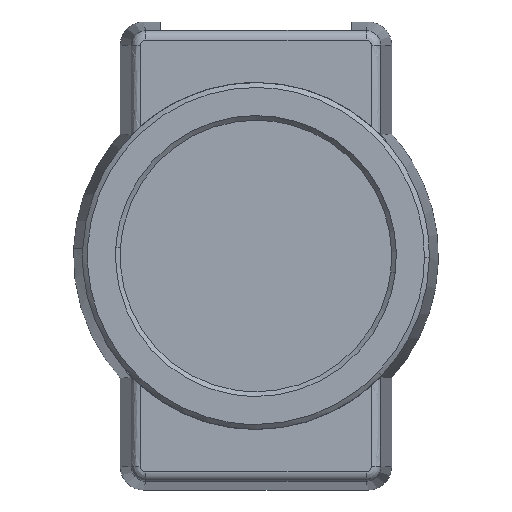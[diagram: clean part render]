
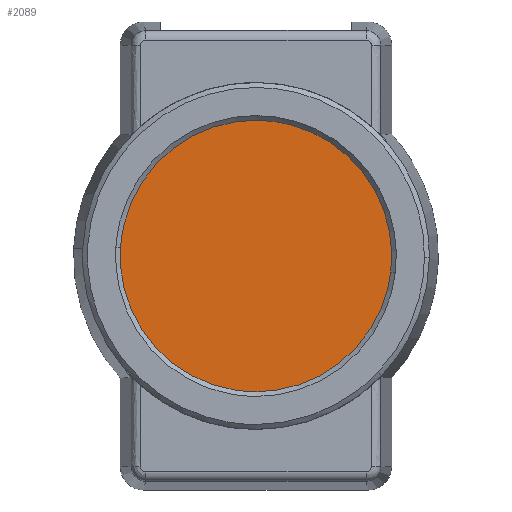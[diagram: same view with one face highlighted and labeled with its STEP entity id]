
A CAD part, front view. The second image highlights one B-rep face of the part: STEP entity #2089.
In plain terms, the highlighted free-form (B-spline) face has degree [1, 1] with [2, 2] control points.
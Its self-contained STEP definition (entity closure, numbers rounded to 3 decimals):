
#282=CARTESIAN_POINT('',(15.1,-14.399,1.711));
#283=VERTEX_POINT('',#282);
#284=CARTESIAN_POINT('',(15.1,0.0,-14.5));
#285=VERTEX_POINT('',#284);
#286=CARTESIAN_POINT('',(15.1,-14.399,1.711));
#287=CARTESIAN_POINT('',(15.1,-14.5,0.859));
#288=CARTESIAN_POINT('',(15.1,-14.5,0.0));
#289=CARTESIAN_POINT('',(15.1,-14.5,-14.5));
#290=CARTESIAN_POINT('',(15.1,0.0,-14.5));
#298=(BOUNDED_CURVE()B_SPLINE_CURVE(2,(#286,#287,#288,#289,#290),.UNSPECIFIED.,.F.,.U.)B_SPLINE_CURVE_WITH_KNOTS((3,2,3),(0.23,0.25,0.5),.UNSPECIFIED.)CURVE()GEOMETRIC_REPRESENTATION_ITEM()RATIONAL_B_SPLINE_CURVE((0.956,0.976,1.0,0.707,1.0))REPRESENTATION_ITEM(''));
#299=EDGE_CURVE('',#283,#285,#298,.T.);
#340=CARTESIAN_POINT('',(15.1,14.473,-0.885));
#341=VERTEX_POINT('',#340);
#347=CARTESIAN_POINT('',(15.1,0.0,-14.5));
#348=CARTESIAN_POINT('',(15.1,13.64,-14.5));
#349=CARTESIAN_POINT('',(15.1,14.473,-0.885));
#357=(BOUNDED_CURVE()B_SPLINE_CURVE(2,(#347,#348,#349),.UNSPECIFIED.,.F.,.U.)B_SPLINE_CURVE_WITH_KNOTS((3,3),(0.5,0.739),.UNSPECIFIED.)CURVE()GEOMETRIC_REPRESENTATION_ITEM()RATIONAL_B_SPLINE_CURVE((1.0,0.72,0.976))REPRESENTATION_ITEM(''));
#358=EDGE_CURVE('',#285,#341,#357,.T.);
#381=CARTESIAN_POINT('',(15.1,0.0,14.5));
#382=VERTEX_POINT('',#381);
#383=CARTESIAN_POINT('',(15.1,0.0,14.5));
#384=CARTESIAN_POINT('',(15.1,-12.879,14.5));
#385=CARTESIAN_POINT('',(15.1,-14.399,1.711));
#393=(BOUNDED_CURVE()B_SPLINE_CURVE(2,(#383,#384,#385),.UNSPECIFIED.,.F.,.U.)B_SPLINE_CURVE_WITH_KNOTS((3,3),(0.0,0.23),.UNSPECIFIED.)CURVE()GEOMETRIC_REPRESENTATION_ITEM()RATIONAL_B_SPLINE_CURVE((1.0,0.731,0.956))REPRESENTATION_ITEM(''));
#394=EDGE_CURVE('',#382,#283,#393,.T.);
#396=CARTESIAN_POINT('',(15.1,14.473,-0.885));
#397=CARTESIAN_POINT('',(15.1,14.5,-0.443));
#398=CARTESIAN_POINT('',(15.1,14.5,0.0));
#399=CARTESIAN_POINT('',(15.1,14.5,14.5));
#400=CARTESIAN_POINT('',(15.1,0.0,14.5));
#408=(BOUNDED_CURVE()B_SPLINE_CURVE(2,(#396,#397,#398,#399,#400),.UNSPECIFIED.,.F.,.U.)B_SPLINE_CURVE_WITH_KNOTS((3,2,3),(0.739,0.75,1.0),.UNSPECIFIED.)CURVE()GEOMETRIC_REPRESENTATION_ITEM()RATIONAL_B_SPLINE_CURVE((0.976,0.988,1.0,0.707,1.0))REPRESENTATION_ITEM(''));
#409=EDGE_CURVE('',#341,#382,#408,.T.);
#2078=CARTESIAN_POINT('',(15.1,-15.948,15.949));
#2079=CARTESIAN_POINT('',(15.1,15.948,15.949));
#2080=CARTESIAN_POINT('',(15.1,-15.948,-15.949));
#2081=CARTESIAN_POINT('',(15.1,15.948,-15.949));
#2082=B_SPLINE_SURFACE_WITH_KNOTS('',1,1,((#2078,#2080),(#2079,#2081)),.UNSPECIFIED.,.F.,.F.,.U.,(2,2),(2,2),(0.0,31.896),(0.0,31.897),.UNSPECIFIED.);
#2083=ORIENTED_EDGE('',*,*,#394,.T.);
#2084=ORIENTED_EDGE('',*,*,#299,.T.);
#2085=ORIENTED_EDGE('',*,*,#358,.T.);
#2086=ORIENTED_EDGE('',*,*,#409,.T.);
#2087=EDGE_LOOP('',(#2083,#2084,#2085,#2086));
#2088=FACE_OUTER_BOUND('',#2087,.T.);
#2089=ADVANCED_FACE('',(#2088),#2082,.F.);
